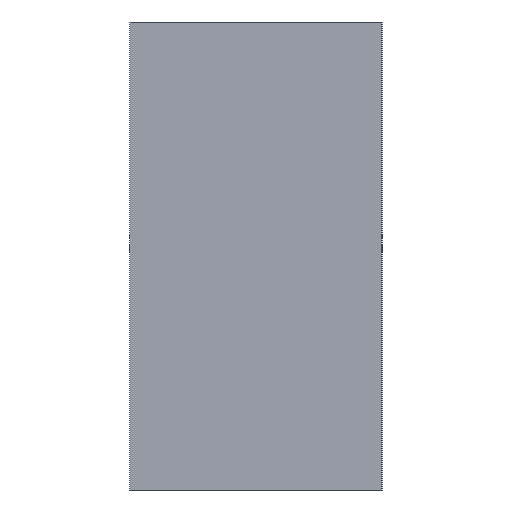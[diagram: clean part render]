
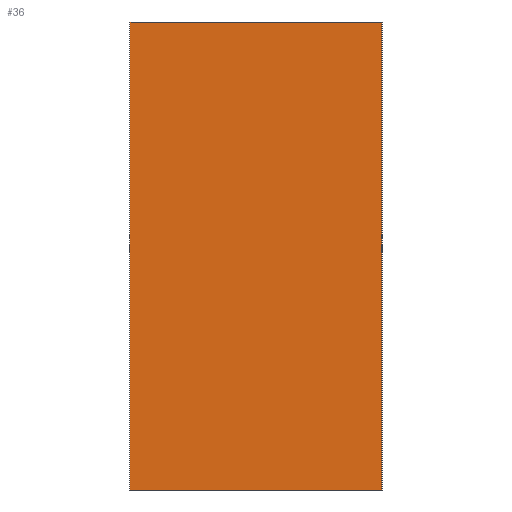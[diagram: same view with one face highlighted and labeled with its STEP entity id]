
A CAD part, left-side view. The second image highlights one B-rep face of the part: STEP entity #36.
In plain terms, the highlighted planar face has unit normal (-1, 0, 0).
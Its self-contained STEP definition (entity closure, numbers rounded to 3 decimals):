
#36 = ADVANCED_FACE( '', ( #74 ), #75, .F. );
#74 = FACE_OUTER_BOUND( '', #111, .T. );
#75 = PLANE( '', #112 );
#111 = EDGE_LOOP( '', ( #149, #150, #151, #152 ) );
#112 = AXIS2_PLACEMENT_3D( '', #153, #154, #155 );
#149 = ORIENTED_EDGE( '', *, *, #202, .T. );
#150 = ORIENTED_EDGE( '', *, *, #206, .F. );
#151 = ORIENTED_EDGE( '', *, *, #207, .F. );
#152 = ORIENTED_EDGE( '', *, *, #208, .T. );
#153 = CARTESIAN_POINT( '', ( -498., 42., 156. ) );
#154 = DIRECTION( '', ( 1., 0., 0. ) );
#155 = DIRECTION( '', ( 0., 0., -1. ) );
#202 = EDGE_CURVE( '', #226, #230, #232, .T. );
#206 = EDGE_CURVE( '', #237, #230, #238, .T. );
#207 = EDGE_CURVE( '', #239, #237, #240, .T. );
#208 = EDGE_CURVE( '', #239, #226, #241, .T. );
#226 = VERTEX_POINT( '', #262 );
#230 = VERTEX_POINT( '', #268 );
#232 = LINE( '', #271, #272 );
#237 = VERTEX_POINT( '', #277 );
#238 = LINE( '', #278, #279 );
#239 = VERTEX_POINT( '', #280 );
#240 = LINE( '', #281, #282 );
#241 = LINE( '', #283, #284 );
#262 = CARTESIAN_POINT( '', ( -498., 42., 0. ) );
#268 = CARTESIAN_POINT( '', ( -498., -42., 0. ) );
#271 = CARTESIAN_POINT( '', ( -498., 42., 0. ) );
#272 = VECTOR( '', #313, 1000. );
#277 = CARTESIAN_POINT( '', ( -498., -42., 156. ) );
#278 = CARTESIAN_POINT( '', ( -498., -42., 156. ) );
#279 = VECTOR( '', #317, 1000. );
#280 = CARTESIAN_POINT( '', ( -498., 42., 156. ) );
#281 = CARTESIAN_POINT( '', ( -498., 42., 156. ) );
#282 = VECTOR( '', #318, 1000. );
#283 = CARTESIAN_POINT( '', ( -498., 42., 156. ) );
#284 = VECTOR( '', #319, 1000. );
#313 = DIRECTION( '', ( 0., -1., 0. ) );
#317 = DIRECTION( '', ( 0., 0., -1. ) );
#318 = DIRECTION( '', ( 0., -1., 0. ) );
#319 = DIRECTION( '', ( 0., 0., -1. ) );
